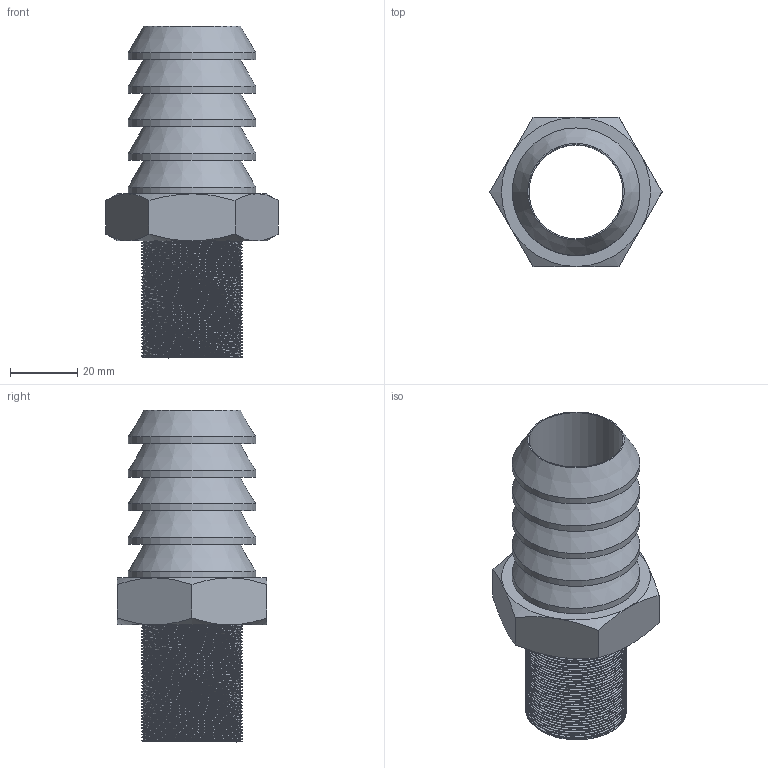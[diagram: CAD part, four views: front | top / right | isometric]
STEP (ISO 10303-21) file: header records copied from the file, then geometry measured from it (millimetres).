
FILE_DESCRIPTION(/* description */ ('1" HOSETAIL'),/* implementation_level */ '2;1');
FILE_NAME(/* name */ '31SSP031616.stp',/* time_stamp */ '2018-05-02T15:11:22+10:00',/* author */ ('daud'),/* organization */ (''),/* preprocessor_version */ 'ST-DEVELOPER v16.13',/* originating_system */ 'Autodesk Inventor 2018',/* authorisation */ '');
FILE_SCHEMA (('AUTOMOTIVE_DESIGN { 1 0 10303 214 3 1 1 }'));
Length unit declared in the file: millimetre
Products named in the file (1): 31SSP.31616
Bounding box: 51.27 x 44.4 x 98.9 mm (x, y, z)
Volume: 33029.7 mm3; surface area: 32161.4 mm2
Topology: 2 solids, 2 shells, 50 faces, 105 edges, 65 vertices
Faces by surface type: cone 18, plane 16, cylinder 10, bspline 6
Full cylindrical faces by diameter (mm): 28 x1, 28.816 x2, 30 x1, 38 x5
Entity records: 18985 total; most frequent: CARTESIAN_POINT 18021, ORIENTED_EDGE 172, DIRECTION 170, EDGE_CURVE 86, AXIS2_PLACEMENT_3D 82, EDGE_LOOP 75, VERTEX_POINT 61, FACE_OUTER_BOUND 50
